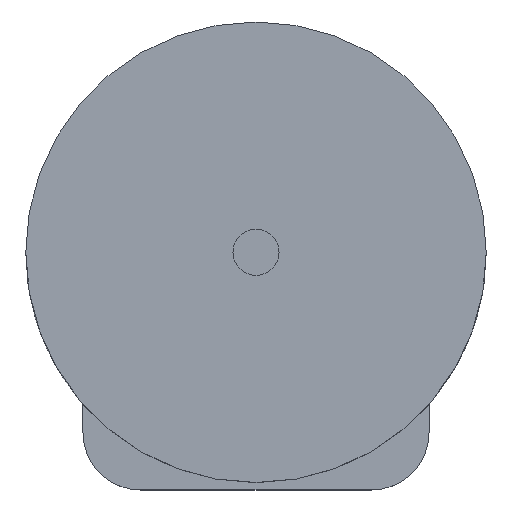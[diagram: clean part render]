
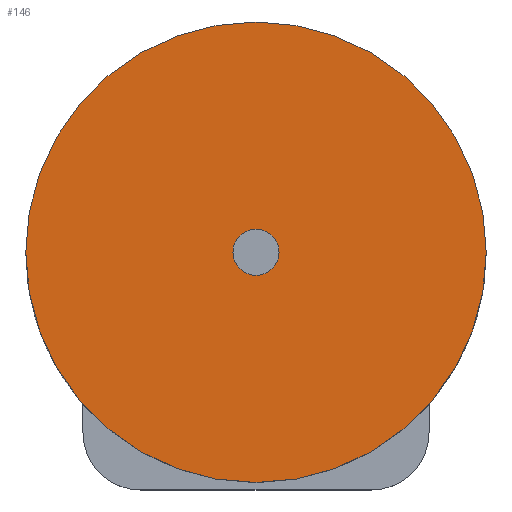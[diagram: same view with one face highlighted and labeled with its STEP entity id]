
A CAD part, top view. The second image highlights one B-rep face of the part: STEP entity #146.
In plain terms, the highlighted planar face has unit normal (0, 0, 1).
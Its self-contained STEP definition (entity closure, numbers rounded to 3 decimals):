
#55 = CARTESIAN_POINT ( 'NONE',  ( 0., 0., 2. ) ) ;
#97 = EDGE_CURVE ( 'NONE', #957, #232, #1450, .T. ) ;
#113 = PLANE ( 'NONE',  #129 ) ;
#129 = AXIS2_PLACEMENT_3D ( 'NONE', #944, #379, #407 ) ;
#146 = ADVANCED_FACE ( 'NONE', ( #660, #1336 ), #113, .T. ) ;
#203 = CARTESIAN_POINT ( 'NONE',  ( -7.982, 0., 2. ) ) ;
#219 = ORIENTED_EDGE ( 'NONE', *, *, #1276, .T. ) ;
#232 = VERTEX_POINT ( 'NONE', #1539 ) ;
#247 = ORIENTED_EDGE ( 'NONE', *, *, #1119, .F. ) ;
#315 = CARTESIAN_POINT ( 'NONE',  ( -0.8, 0., 2. ) ) ;
#333 = AXIS2_PLACEMENT_3D ( 'NONE', #55, #608, #334 ) ;
#334 = DIRECTION ( 'NONE',  ( 1., 0., 0. ) ) ;
#379 = DIRECTION ( 'NONE',  ( 0., 0., 1. ) ) ;
#381 = AXIS2_PLACEMENT_3D ( 'NONE', #1220, #532, #1497 ) ;
#402 = DIRECTION ( 'NONE',  ( 0., 0., 1. ) ) ;
#407 = DIRECTION ( 'NONE',  ( 1., 0., 0. ) ) ;
#424 = EDGE_LOOP ( 'NONE', ( #219, #1230 ) ) ;
#493 = CARTESIAN_POINT ( 'NONE',  ( 0., 0., 2. ) ) ;
#532 = DIRECTION ( 'NONE',  ( 0., 0., 1. ) ) ;
#565 = VERTEX_POINT ( 'NONE', #1666 ) ;
#608 = DIRECTION ( 'NONE',  ( 0., 0., 1. ) ) ;
#660 = FACE_BOUND ( 'NONE', #1532, .T. ) ;
#862 = DIRECTION ( 'NONE',  ( 0., 0., 1. ) ) ;
#934 = AXIS2_PLACEMENT_3D ( 'NONE', #993, #862, #1396 ) ;
#944 = CARTESIAN_POINT ( 'NONE',  ( 0., 0., 2. ) ) ;
#957 = VERTEX_POINT ( 'NONE', #315 ) ;
#993 = CARTESIAN_POINT ( 'NONE',  ( 0., 0., 2. ) ) ;
#1083 = CIRCLE ( 'NONE', #381, 0.8 ) ;
#1119 = EDGE_CURVE ( 'NONE', #232, #957, #1083, .T. ) ;
#1171 = ORIENTED_EDGE ( 'NONE', *, *, #97, .F. ) ;
#1220 = CARTESIAN_POINT ( 'NONE',  ( 0., 0., 2. ) ) ;
#1230 = ORIENTED_EDGE ( 'NONE', *, *, #1566, .T. ) ;
#1243 = VERTEX_POINT ( 'NONE', #203 ) ;
#1276 = EDGE_CURVE ( 'NONE', #1243, #565, #1708, .T. ) ;
#1336 = FACE_OUTER_BOUND ( 'NONE', #424, .T. ) ;
#1373 = AXIS2_PLACEMENT_3D ( 'NONE', #493, #402, #1461 ) ;
#1396 = DIRECTION ( 'NONE',  ( 1., 0., 0. ) ) ;
#1450 = CIRCLE ( 'NONE', #1373, 0.8 ) ;
#1461 = DIRECTION ( 'NONE',  ( 1., 0., 0. ) ) ;
#1497 = DIRECTION ( 'NONE',  ( 1., 0., 0. ) ) ;
#1532 = EDGE_LOOP ( 'NONE', ( #247, #1171 ) ) ;
#1539 = CARTESIAN_POINT ( 'NONE',  ( 0.8, 0., 2. ) ) ;
#1566 = EDGE_CURVE ( 'NONE', #565, #1243, #1654, .T. ) ;
#1654 = CIRCLE ( 'NONE', #333, 7.982 ) ;
#1666 = CARTESIAN_POINT ( 'NONE',  ( 7.982, 0., 2. ) ) ;
#1708 = CIRCLE ( 'NONE', #934, 7.982 ) ;
